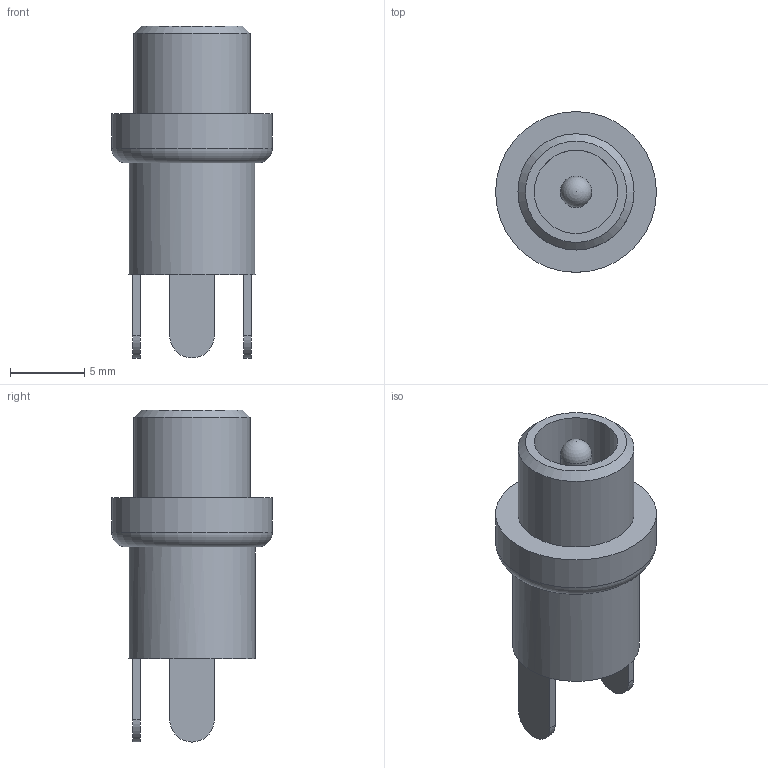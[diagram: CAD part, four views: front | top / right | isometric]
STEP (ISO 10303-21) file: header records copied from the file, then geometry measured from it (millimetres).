
FILE_DESCRIPTION((''),'2;1');
FILE_NAME('HEBL 21.stp','2016-05-12T19:22:03',('Administrator'),(''),'Autodesk Inventor 2010','Autodesk Inventor 2010','');
FILE_SCHEMA(('AUTOMOTIVE_DESIGN { 1 2 10303 214 0 1 1 1 }'));
Length unit declared in the file: millimetre
Products named in the file (1): HEBL 21
Bounding box: 10.8 x 10.8 x 22.3 mm (x, y, z)
Volume: 863.7 mm3; surface area: 905.4 mm2
Topology: 1 solids, 1 shells, 31 faces, 63 edges, 37 vertices
Faces by surface type: plane 20, cylinder 8, sphere 1, cone 1, torus 1
Full cylindrical faces by diameter (mm): 2.1 x1, 5.6 x1, 7.8 x1, 8.5 x1, 10.8 x1
Entity records: 779 total; most frequent: DIRECTION 140, CARTESIAN_POINT 120, ORIENTED_EDGE 106, AXIS2_PLACEMENT_3D 55, EDGE_CURVE 53, EDGE_LOOP 42, VERTEX_POINT 35, FACE_OUTER_BOUND 31
